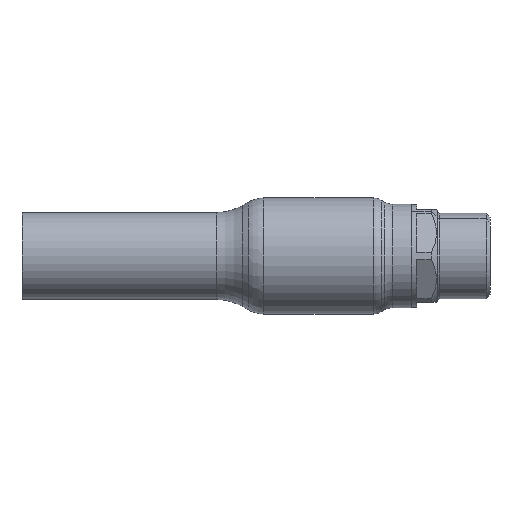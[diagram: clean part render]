
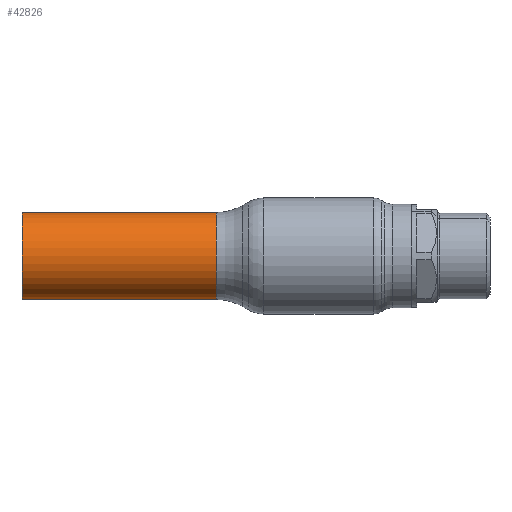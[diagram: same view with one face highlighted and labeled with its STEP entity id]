
A CAD part, front view. The second image highlights one B-rep face of the part: STEP entity #42826.
In plain terms, the highlighted cylindrical face has radius 16.85 mm (diameter 33.7 mm), a partial arc.
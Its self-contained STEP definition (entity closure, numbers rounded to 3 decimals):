
#1201 = CYLINDRICAL_SURFACE ( 'NONE', #51733, 16.85 ) ;
#1796 = CARTESIAN_POINT ( 'NONE',  ( -62.69, 0., 0. ) ) ;
#3812 = ORIENTED_EDGE ( 'NONE', *, *, #56017, .F. ) ;
#5167 = CIRCLE ( 'NONE', #12638, 16.85 ) ;
#5407 = CARTESIAN_POINT ( 'NONE',  ( -62.69, 0., 16.85 ) ) ;
#5516 = DIRECTION ( 'NONE',  ( 0., 0., 1. ) ) ;
#5658 = FACE_OUTER_BOUND ( 'NONE', #35269, .T. ) ;
#5755 = CARTESIAN_POINT ( 'NONE',  ( -62.69, 0., -16.85 ) ) ;
#6266 = ORIENTED_EDGE ( 'NONE', *, *, #38332, .F. ) ;
#6647 = VECTOR ( 'NONE', #50521, 1000. ) ;
#6806 = CARTESIAN_POINT ( 'NONE',  ( -115., 0., 0. ) ) ;
#6842 = DIRECTION ( 'NONE',  ( -1., 0., 0. ) ) ;
#9655 = LINE ( 'NONE', #5755, #50683 ) ;
#12638 = AXIS2_PLACEMENT_3D ( 'NONE', #6806, #52233, #24965 ) ;
#19942 = DIRECTION ( 'NONE',  ( 0., 0., 1. ) ) ;
#20715 = CARTESIAN_POINT ( 'NONE',  ( -115., 0., -16.85 ) ) ;
#24965 = DIRECTION ( 'NONE',  ( 0., 0., 1. ) ) ;
#27778 = DIRECTION ( 'NONE',  ( -1., 0., 0. ) ) ;
#28299 = LINE ( 'NONE', #5407, #6647 ) ;
#31348 = EDGE_CURVE ( 'NONE', #41417, #52447, #32289, .T. ) ;
#32289 = CIRCLE ( 'NONE', #55136, 16.85 ) ;
#33280 = CARTESIAN_POINT ( 'NONE',  ( -115., 0., 16.85 ) ) ;
#35269 = EDGE_LOOP ( 'NONE', ( #6266, #44356, #45060, #3812 ) ) ;
#38332 = EDGE_CURVE ( 'NONE', #41417, #55559, #9655, .T. ) ;
#39505 = CARTESIAN_POINT ( 'NONE',  ( -39.645, 0., 16.85 ) ) ;
#41417 = VERTEX_POINT ( 'NONE', #56590 ) ;
#42014 = DIRECTION ( 'NONE',  ( -1., 0., 0. ) ) ;
#42826 = ADVANCED_FACE ( 'NONE', ( #5658 ), #1201, .T. ) ;
#44356 = ORIENTED_EDGE ( 'NONE', *, *, #31348, .T. ) ;
#45060 = ORIENTED_EDGE ( 'NONE', *, *, #53283, .T. ) ;
#46485 = CARTESIAN_POINT ( 'NONE',  ( -39.645, 0., 0. ) ) ;
#49725 = VERTEX_POINT ( 'NONE', #33280 ) ;
#50521 = DIRECTION ( 'NONE',  ( -1., 0., 0. ) ) ;
#50683 = VECTOR ( 'NONE', #27778, 1000. ) ;
#51733 = AXIS2_PLACEMENT_3D ( 'NONE', #1796, #6842, #19942 ) ;
#52233 = DIRECTION ( 'NONE',  ( -1., 0., 0. ) ) ;
#52447 = VERTEX_POINT ( 'NONE', #39505 ) ;
#53283 = EDGE_CURVE ( 'NONE', #52447, #49725, #28299, .T. ) ;
#55136 = AXIS2_PLACEMENT_3D ( 'NONE', #46485, #42014, #5516 ) ;
#55559 = VERTEX_POINT ( 'NONE', #20715 ) ;
#56017 = EDGE_CURVE ( 'NONE', #55559, #49725, #5167, .T. ) ;
#56590 = CARTESIAN_POINT ( 'NONE',  ( -39.645, 0., -16.85 ) ) ;
